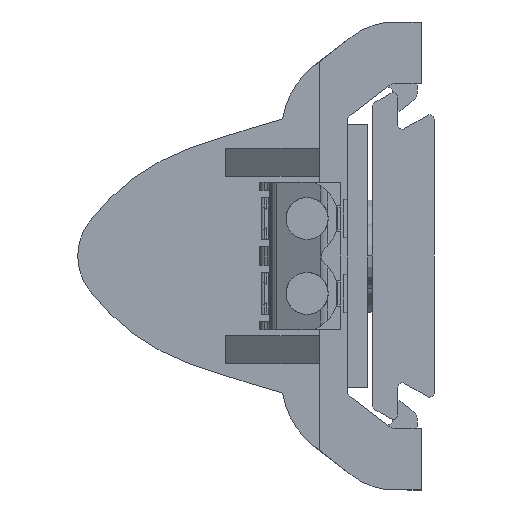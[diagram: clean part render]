
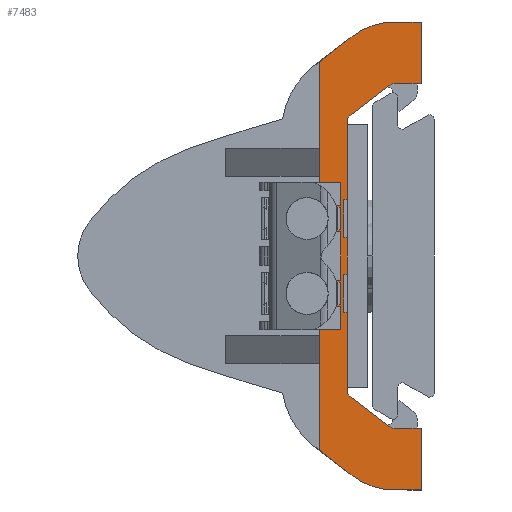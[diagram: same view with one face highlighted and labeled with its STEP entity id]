
A CAD part, left-side view. The second image highlights one B-rep face of the part: STEP entity #7483.
In plain terms, the highlighted planar face has unit normal (-1, 0, 0).
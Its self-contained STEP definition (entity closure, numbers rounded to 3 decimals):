
#76 = VECTOR ( 'NONE', #5611, 1000. ) ;
#77 = VECTOR ( 'NONE', #4464, 1000. ) ;
#93 = EDGE_CURVE ( 'NONE', #7940, #6461, #8994, .T. ) ;
#152 = LINE ( 'NONE', #472, #76 ) ;
#224 = ORIENTED_EDGE ( 'NONE', *, *, #1033, .F. ) ;
#379 = VECTOR ( 'NONE', #3411, 1000. ) ;
#384 = CARTESIAN_POINT ( 'NONE',  ( -115., -3.857, 12.5 ) ) ;
#396 = CARTESIAN_POINT ( 'NONE',  ( -115., -2.425, -12.5 ) ) ;
#403 = LINE ( 'NONE', #384, #379 ) ;
#472 = CARTESIAN_POINT ( 'NONE',  ( -115., -2.169, 9.125 ) ) ;
#649 = AXIS2_PLACEMENT_3D ( 'NONE', #1858, #9259, #10236 ) ;
#738 = ORIENTED_EDGE ( 'NONE', *, *, #4279, .T. ) ;
#774 = CARTESIAN_POINT ( 'NONE',  ( -115., -0.158, 11.726 ) ) ;
#934 = CARTESIAN_POINT ( 'NONE',  ( -115., -3.857, -12.5 ) ) ;
#938 = EDGE_CURVE ( 'NONE', #6461, #10996, #9350, .T. ) ;
#1033 = EDGE_CURVE ( 'NONE', #9512, #2323, #10615, .T. ) ;
#1055 = CIRCLE ( 'NONE', #649, 0.418 ) ;
#1074 = CARTESIAN_POINT ( 'NONE',  ( -115., -0.829, 6.649 ) ) ;
#1105 = ORIENTED_EDGE ( 'NONE', *, *, #2163, .F. ) ;
#1107 = DIRECTION ( 'NONE',  ( -1., 0., 0. ) ) ;
#1108 = LINE ( 'NONE', #2997, #8823 ) ;
#1122 = DIRECTION ( 'NONE',  ( 1., 0., 0. ) ) ;
#1138 = CARTESIAN_POINT ( 'NONE',  ( -115., -0.132, -7.55 ) ) ;
#1139 = DIRECTION ( 'NONE',  ( 0., 0., -1. ) ) ;
#1250 = DIRECTION ( 'NONE',  ( 0., 0., 1. ) ) ;
#1297 = EDGE_CURVE ( 'NONE', #1736, #6108, #4149, .T. ) ;
#1544 = EDGE_CURVE ( 'NONE', #6388, #6309, #6110, .T. ) ;
#1652 = LINE ( 'NONE', #934, #77 ) ;
#1666 = VECTOR ( 'NONE', #8349, 1000. ) ;
#1733 = LINE ( 'NONE', #11256, #1773 ) ;
#1736 = VERTEX_POINT ( 'NONE', #9524 ) ;
#1773 = VECTOR ( 'NONE', #1250, 1000. ) ;
#1802 = ORIENTED_EDGE ( 'NONE', *, *, #938, .T. ) ;
#1835 = CARTESIAN_POINT ( 'NONE',  ( -115., -0.158, -11.726 ) ) ;
#1858 = CARTESIAN_POINT ( 'NONE',  ( -115., -2.425, 8.794 ) ) ;
#2058 = CARTESIAN_POINT ( 'NONE',  ( -115., -2.425, 12.5 ) ) ;
#2106 = ORIENTED_EDGE ( 'NONE', *, *, #5258, .F. ) ;
#2163 = EDGE_CURVE ( 'NONE', #1736, #6388, #9559, .T. ) ;
#2323 = VERTEX_POINT ( 'NONE', #2611 ) ;
#2364 = CARTESIAN_POINT ( 'NONE',  ( -115., -3.857, 9.212 ) ) ;
#2397 = DIRECTION ( 'NONE',  ( 0., 0., -1. ) ) ;
#2489 = AXIS2_PLACEMENT_3D ( 'NONE', #5828, #5678, #5644 ) ;
#2572 = CARTESIAN_POINT ( 'NONE',  ( -115., -2.169, -9.125 ) ) ;
#2611 = CARTESIAN_POINT ( 'NONE',  ( -115., -2.425, 9.212 ) ) ;
#2683 = DIRECTION ( 'NONE',  ( 0., 0.791, 0.612 ) ) ;
#2693 = CIRCLE ( 'NONE', #4474, 1.139 ) ;
#2820 = DIRECTION ( 'NONE',  ( 0., 1., 0. ) ) ;
#2912 = CARTESIAN_POINT ( 'NONE',  ( -115., -3.857, -9.212 ) ) ;
#2961 = CARTESIAN_POINT ( 'NONE',  ( -115., -3.857, 9.212 ) ) ;
#2997 = CARTESIAN_POINT ( 'NONE',  ( -115., -3.857, -9.212 ) ) ;
#3226 = DIRECTION ( 'NONE',  ( 0., 0., 1. ) ) ;
#3411 = DIRECTION ( 'NONE',  ( 0., -1., 0. ) ) ;
#3593 = ORIENTED_EDGE ( 'NONE', *, *, #10504, .T. ) ;
#3602 = DIRECTION ( 'NONE',  ( -1., 0., 0. ) ) ;
#3796 = DIRECTION ( 'NONE',  ( 0., 1., 0. ) ) ;
#3882 = ORIENTED_EDGE ( 'NONE', *, *, #6194, .T. ) ;
#4061 = CARTESIAN_POINT ( 'NONE',  ( -115., -0.158, -11.726 ) ) ;
#4122 = CARTESIAN_POINT ( 'NONE',  ( -115., -2.425, -8.794 ) ) ;
#4145 = CARTESIAN_POINT ( 'NONE',  ( -115., 1.592, -10.372 ) ) ;
#4149 = LINE ( 'NONE', #7845, #5937 ) ;
#4242 = DIRECTION ( 'NONE',  ( 1., 0., 0. ) ) ;
#4279 = EDGE_CURVE ( 'NONE', #8362, #5820, #1108, .T. ) ;
#4366 = DIRECTION ( 'NONE',  ( 0., -0.791, -0.612 ) ) ;
#4375 = DIRECTION ( 'NONE',  ( 0., 0., -1. ) ) ;
#4464 = DIRECTION ( 'NONE',  ( 0., -1., 0. ) ) ;
#4474 = AXIS2_PLACEMENT_3D ( 'NONE', #1074, #1107, #1139 ) ;
#4485 = VERTEX_POINT ( 'NONE', #6851 ) ;
#4568 = AXIS2_PLACEMENT_3D ( 'NONE', #11098, #4242, #9141 ) ;
#4917 = VERTEX_POINT ( 'NONE', #10787 ) ;
#5006 = PLANE ( 'NONE',  #4568 ) ;
#5153 = CARTESIAN_POINT ( 'NONE',  ( -115., -2.425, -8.794 ) ) ;
#5229 = DIRECTION ( 'NONE',  ( 1., 0., 0. ) ) ;
#5258 = EDGE_CURVE ( 'NONE', #2323, #7778, #1055, .T. ) ;
#5363 = CARTESIAN_POINT ( 'NONE',  ( -115., -2.425, -9.212 ) ) ;
#5401 = AXIS2_PLACEMENT_3D ( 'NONE', #5153, #5229, #2397 ) ;
#5411 = DIRECTION ( 'NONE',  ( 0., 0., -1. ) ) ;
#5611 = DIRECTION ( 'NONE',  ( 0., 0.791, -0.612 ) ) ;
#5644 = DIRECTION ( 'NONE',  ( 0., 0., -1. ) ) ;
#5667 = EDGE_CURVE ( 'NONE', #5784, #8362, #1652, .T. ) ;
#5678 = DIRECTION ( 'NONE',  ( 1., 0., 0. ) ) ;
#5734 = ORIENTED_EDGE ( 'NONE', *, *, #10178, .F. ) ;
#5768 = VERTEX_POINT ( 'NONE', #9018 ) ;
#5784 = VERTEX_POINT ( 'NONE', #396 ) ;
#5820 = VERTEX_POINT ( 'NONE', #7619 ) ;
#5828 = CARTESIAN_POINT ( 'NONE',  ( -115., -0.829, -6.649 ) ) ;
#5858 = VERTEX_POINT ( 'NONE', #5363 ) ;
#5937 = VECTOR ( 'NONE', #6934, 1000. ) ;
#5991 = DIRECTION ( 'NONE',  ( 0., 0., -1. ) ) ;
#6015 = CIRCLE ( 'NONE', #5401, 0.418 ) ;
#6055 = VECTOR ( 'NONE', #3796, 1000. ) ;
#6108 = VERTEX_POINT ( 'NONE', #4145 ) ;
#6110 = CIRCLE ( 'NONE', #10631, 3.706 ) ;
#6125 = ORIENTED_EDGE ( 'NONE', *, *, #9758, .F. ) ;
#6194 = EDGE_CURVE ( 'NONE', #5820, #5858, #10170, .T. ) ;
#6271 = EDGE_LOOP ( 'NONE', ( #1105, #8797, #8192, #3593, #8327, #738, #3882, #9884, #9317, #1802, #7059, #5734, #8329, #2106, #224, #10963, #6125, #6397 ) ) ;
#6309 = VERTEX_POINT ( 'NONE', #2058 ) ;
#6388 = VERTEX_POINT ( 'NONE', #774 ) ;
#6397 = ORIENTED_EDGE ( 'NONE', *, *, #1544, .F. ) ;
#6461 = VERTEX_POINT ( 'NONE', #1138 ) ;
#6851 = CARTESIAN_POINT ( 'NONE',  ( -115., -0.132, 7.55 ) ) ;
#6906 = CIRCLE ( 'NONE', #10177, 3.706 ) ;
#6934 = DIRECTION ( 'NONE',  ( 0., 0., -1. ) ) ;
#7037 = CARTESIAN_POINT ( 'NONE',  ( -115., -3.857, -12.5 ) ) ;
#7041 = FACE_OUTER_BOUND ( 'NONE', #6271, .T. ) ;
#7059 = ORIENTED_EDGE ( 'NONE', *, *, #9100, .T. ) ;
#7219 = EDGE_CURVE ( 'NONE', #5858, #7940, #6015, .T. ) ;
#7483 = ADVANCED_FACE ( 'NONE', ( #7041 ), #5006, .F. ) ;
#7619 = CARTESIAN_POINT ( 'NONE',  ( -115., -3.857, -9.212 ) ) ;
#7758 = LINE ( 'NONE', #4061, #7783 ) ;
#7778 = VERTEX_POINT ( 'NONE', #10403 ) ;
#7783 = VECTOR ( 'NONE', #4366, 1000. ) ;
#7845 = CARTESIAN_POINT ( 'NONE',  ( -115., 1.592, -7.319 ) ) ;
#7940 = VERTEX_POINT ( 'NONE', #9627 ) ;
#7982 = LINE ( 'NONE', #2364, #8055 ) ;
#8055 = VECTOR ( 'NONE', #5991, 1000. ) ;
#8108 = VECTOR ( 'NONE', #2683, 1000. ) ;
#8192 = ORIENTED_EDGE ( 'NONE', *, *, #10921, .T. ) ;
#8327 = ORIENTED_EDGE ( 'NONE', *, *, #5667, .T. ) ;
#8329 = ORIENTED_EDGE ( 'NONE', *, *, #9888, .F. ) ;
#8349 = DIRECTION ( 'NONE',  ( 0., -0.791, 0.612 ) ) ;
#8362 = VERTEX_POINT ( 'NONE', #7037 ) ;
#8797 = ORIENTED_EDGE ( 'NONE', *, *, #1297, .T. ) ;
#8823 = VECTOR ( 'NONE', #3226, 1000. ) ;
#8856 = VECTOR ( 'NONE', #2820, 1000. ) ;
#8994 = LINE ( 'NONE', #2572, #8108 ) ;
#9018 = CARTESIAN_POINT ( 'NONE',  ( -115., -3.857, 12.5 ) ) ;
#9100 = EDGE_CURVE ( 'NONE', #10996, #4917, #1733, .T. ) ;
#9141 = DIRECTION ( 'NONE',  ( 0., 0., -1. ) ) ;
#9259 = DIRECTION ( 'NONE',  ( -1., 0., 0. ) ) ;
#9317 = ORIENTED_EDGE ( 'NONE', *, *, #93, .T. ) ;
#9350 = CIRCLE ( 'NONE', #2489, 1.139 ) ;
#9512 = VERTEX_POINT ( 'NONE', #2961 ) ;
#9524 = CARTESIAN_POINT ( 'NONE',  ( -115., 1.592, 10.372 ) ) ;
#9559 = LINE ( 'NONE', #10982, #1666 ) ;
#9627 = CARTESIAN_POINT ( 'NONE',  ( -115., -2.169, -9.125 ) ) ;
#9651 = CARTESIAN_POINT ( 'NONE',  ( -115., 0.092, -7.319 ) ) ;
#9724 = CARTESIAN_POINT ( 'NONE',  ( -115., -2.425, 8.794 ) ) ;
#9758 = EDGE_CURVE ( 'NONE', #6309, #5768, #403, .T. ) ;
#9884 = ORIENTED_EDGE ( 'NONE', *, *, #7219, .T. ) ;
#9888 = EDGE_CURVE ( 'NONE', #7778, #4485, #152, .T. ) ;
#10084 = CARTESIAN_POINT ( 'NONE',  ( -115., -3.857, 9.212 ) ) ;
#10170 = LINE ( 'NONE', #2912, #8856 ) ;
#10177 = AXIS2_PLACEMENT_3D ( 'NONE', #4122, #3602, #4375 ) ;
#10178 = EDGE_CURVE ( 'NONE', #4485, #4917, #2693, .T. ) ;
#10236 = DIRECTION ( 'NONE',  ( 0., 0., -1. ) ) ;
#10403 = CARTESIAN_POINT ( 'NONE',  ( -115., -2.169, 9.125 ) ) ;
#10504 = EDGE_CURVE ( 'NONE', #10703, #5784, #6906, .T. ) ;
#10615 = LINE ( 'NONE', #10084, #6055 ) ;
#10631 = AXIS2_PLACEMENT_3D ( 'NONE', #9724, #1122, #5411 ) ;
#10703 = VERTEX_POINT ( 'NONE', #1835 ) ;
#10787 = CARTESIAN_POINT ( 'NONE',  ( -115., 0.092, 7.319 ) ) ;
#10921 = EDGE_CURVE ( 'NONE', #6108, #10703, #7758, .T. ) ;
#10963 = ORIENTED_EDGE ( 'NONE', *, *, #11051, .F. ) ;
#10982 = CARTESIAN_POINT ( 'NONE',  ( -115., -0.158, 11.726 ) ) ;
#10996 = VERTEX_POINT ( 'NONE', #9651 ) ;
#11051 = EDGE_CURVE ( 'NONE', #5768, #9512, #7982, .T. ) ;
#11098 = CARTESIAN_POINT ( 'NONE',  ( -115., -3.815, 0. ) ) ;
#11256 = CARTESIAN_POINT ( 'NONE',  ( -115., 0.092, -7.319 ) ) ;
